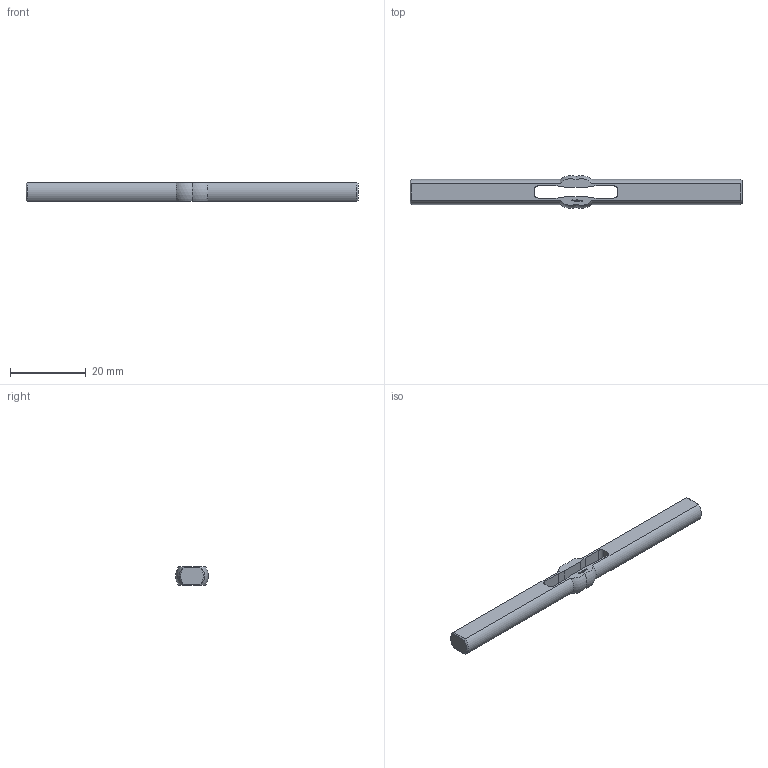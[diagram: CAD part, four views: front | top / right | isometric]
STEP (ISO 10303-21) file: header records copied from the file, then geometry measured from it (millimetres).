
FILE_DESCRIPTION(('FreeCAD Model'),'2;1');
FILE_NAME('Open CASCADE Shape Model','2022-07-07T22:31:04',(''),(''), 'Open CASCADE STEP processor 7.5','FreeCAD','Unknown');
FILE_SCHEMA(('AUTOMOTIVE_DESIGN { 1 0 10303 214 1 1 1 1 }'));
Length unit declared in the file: millimetre
Products named in the file (1): Pin SPP INR LCT BDR BU01.00x03.00 - SPN-PIN-0104
Bounding box: 87.5 x 8.57 x 5 mm (x, y, z)
Volume: 2324.9 mm3; surface area: 1949.7 mm2
Topology: 1 solids, 1 shells, 465 faces, 1294 edges, 860 vertices
Faces by surface type: plane 350, bspline 99, cylinder 8, cone 4, sphere 4
Entity records: 32850 total; most frequent: CARTESIAN_POINT 8201, DIRECTION 4008, LINE 3206, VECTOR 3206, ORIENTED_EDGE 2588, PCURVE 2588, DEFINITIONAL_REPRESENTATION 2588, EDGE_CURVE 1294
